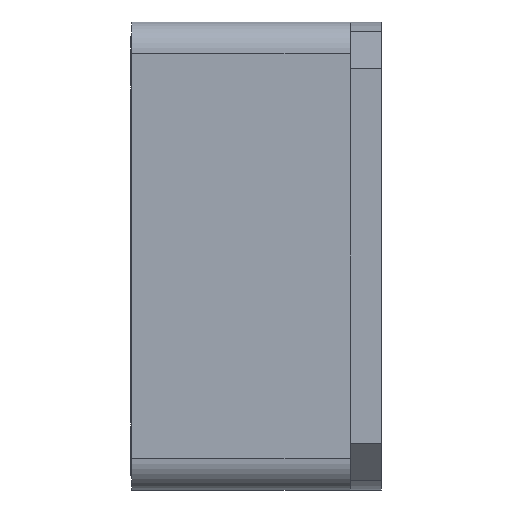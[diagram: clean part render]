
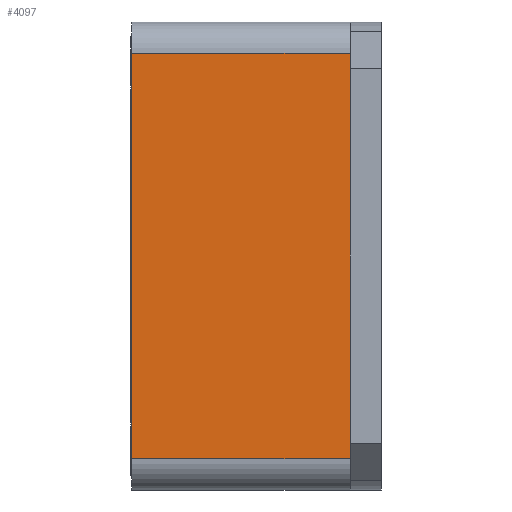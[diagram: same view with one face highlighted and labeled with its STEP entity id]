
A CAD part, left-side view. The second image highlights one B-rep face of the part: STEP entity #4097.
In plain terms, the highlighted planar face has unit normal (-1, 0, 0).
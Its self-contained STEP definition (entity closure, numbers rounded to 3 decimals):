
#82 = EDGE_CURVE ( 'NONE', #3825, #5321, #4126, .T. ) ;
#669 = VECTOR ( 'NONE', #6144, 1000. ) ;
#875 = CARTESIAN_POINT ( 'NONE',  ( 0., 48., -6. ) ) ;
#945 = CARTESIAN_POINT ( 'NONE',  ( 0., 6., -6. ) ) ;
#1020 = PLANE ( 'NONE',  #4008 ) ;
#1135 = DIRECTION ( 'NONE',  ( 0., 0., 1. ) ) ;
#2038 = VECTOR ( 'NONE', #3719, 1000. ) ;
#2051 = EDGE_CURVE ( 'NONE', #2165, #3825, #6257, .T. ) ;
#2107 = CARTESIAN_POINT ( 'NONE',  ( 0., 48., 0. ) ) ;
#2165 = VERTEX_POINT ( 'NONE', #6473 ) ;
#2719 = VECTOR ( 'NONE', #1135, 1000. ) ;
#2725 = CARTESIAN_POINT ( 'NONE',  ( 0., 48., 0. ) ) ;
#3181 = FACE_OUTER_BOUND ( 'NONE', #3905, .T. ) ;
#3544 = CARTESIAN_POINT ( 'NONE',  ( 0., 6., 0. ) ) ;
#3648 = CARTESIAN_POINT ( 'NONE',  ( 0., 6., -84. ) ) ;
#3665 = ORIENTED_EDGE ( 'NONE', *, *, #5821, .T. ) ;
#3690 = DIRECTION ( 'NONE',  ( 0., 0., -1. ) ) ;
#3719 = DIRECTION ( 'NONE',  ( 0., -1., 0. ) ) ;
#3825 = VERTEX_POINT ( 'NONE', #3648 ) ;
#3905 = EDGE_LOOP ( 'NONE', ( #4805, #5592, #4873, #3665 ) ) ;
#4008 = AXIS2_PLACEMENT_3D ( 'NONE', #2107, #6860, #3690 ) ;
#4097 = ADVANCED_FACE ( 'NONE', ( #3181 ), #1020, .F. ) ;
#4126 = LINE ( 'NONE', #3544, #5366 ) ;
#4594 = CARTESIAN_POINT ( 'NONE',  ( 0., 48., -6. ) ) ;
#4805 = ORIENTED_EDGE ( 'NONE', *, *, #6228, .F. ) ;
#4873 = ORIENTED_EDGE ( 'NONE', *, *, #82, .T. ) ;
#4883 = LINE ( 'NONE', #875, #669 ) ;
#5309 = CARTESIAN_POINT ( 'NONE',  ( 0., 48., -84. ) ) ;
#5321 = VERTEX_POINT ( 'NONE', #945 ) ;
#5366 = VECTOR ( 'NONE', #5678, 1000. ) ;
#5592 = ORIENTED_EDGE ( 'NONE', *, *, #2051, .T. ) ;
#5678 = DIRECTION ( 'NONE',  ( 0., 0., 1. ) ) ;
#5821 = EDGE_CURVE ( 'NONE', #5321, #5862, #4883, .T. ) ;
#5862 = VERTEX_POINT ( 'NONE', #4594 ) ;
#6144 = DIRECTION ( 'NONE',  ( 0., 1., 0. ) ) ;
#6228 = EDGE_CURVE ( 'NONE', #2165, #5862, #6792, .T. ) ;
#6257 = LINE ( 'NONE', #5309, #2038 ) ;
#6473 = CARTESIAN_POINT ( 'NONE',  ( 0., 48., -84. ) ) ;
#6792 = LINE ( 'NONE', #2725, #2719 ) ;
#6860 = DIRECTION ( 'NONE',  ( 1., 0., 0. ) ) ;
